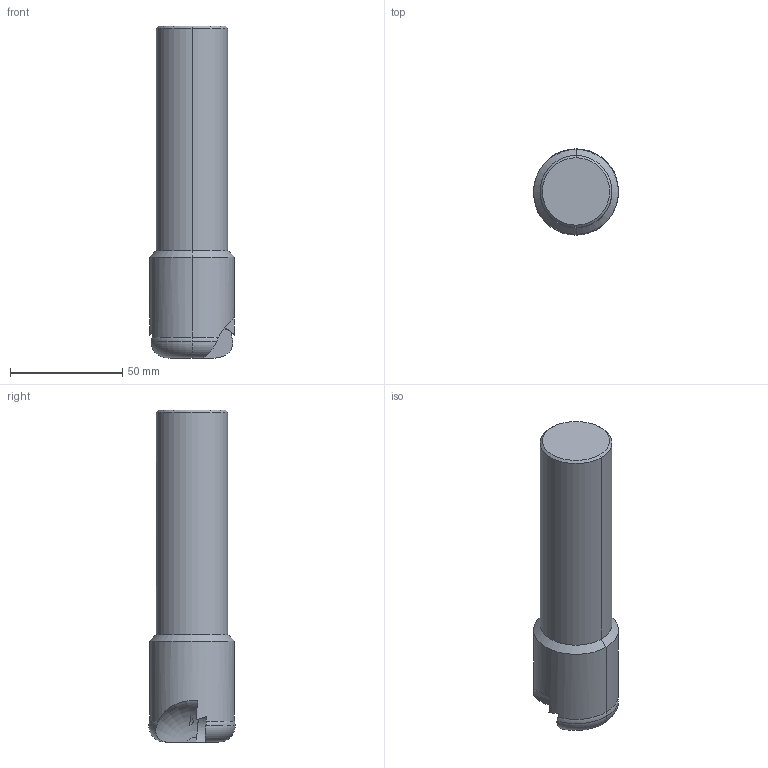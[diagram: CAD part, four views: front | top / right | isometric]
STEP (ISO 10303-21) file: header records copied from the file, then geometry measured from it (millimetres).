
FILE_DESCRIPTION(('no description'),'unknown implementation level');
FILE_NAME('solid0XA3O7JVEp6PqcMwjqB4BauknuM_1.STP',' ',('CIM GmbH Aachen'),('CADClick - KiM GmbH - www.kimweb.de'),'unknown preprocess','ACIS','unknown authorization');
FILE_SCHEMA(('automotive_design'));
Length unit declared in the file: millimetre
Products named in the file (1): 1
Bounding box: 37.78 x 38.41 x 147.78 mm (x, y, z)
Volume: 125512.3 mm3; surface area: 17736.1 mm2
Topology: 1 solids, 1 shells, 47 faces, 119 edges, 76 vertices
Faces by surface type: cylinder 18, plane 15, torus 10, cone 4
Entity records: 3469 total; most frequent: CARTESIAN_POINT 962, STYLED_ITEM 243, PRESENTATION_STYLE_ASSIGNMENT 243, DIRECTION 243, COLOUR_RGB 243, ORIENTED_EDGE 238, EDGE_CURVE 119, CURVE_STYLE 119
